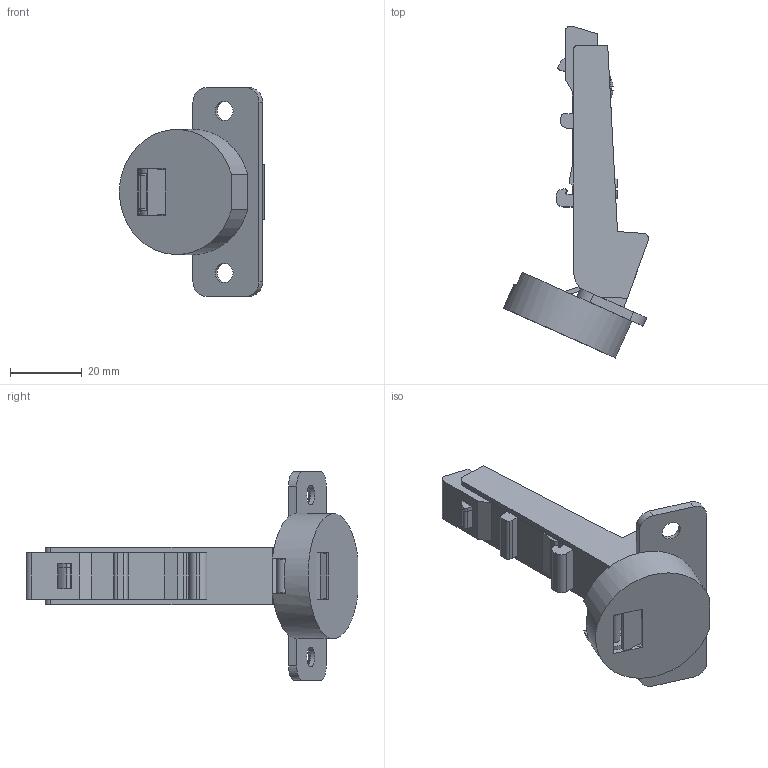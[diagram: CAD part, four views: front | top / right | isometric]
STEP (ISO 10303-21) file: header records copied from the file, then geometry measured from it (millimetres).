
FILE_DESCRIPTION((''),'2;1');
FILE_NAME('248-0V18-MVL','2022-11-25T09:44:24',('marino.prodan'),('Audax d.o.o.'),'CREO PARAMETRIC BY PTC INC, 2021304','CREO PARAMETRIC BY PTC INC, 2021304','');
FILE_SCHEMA(('AUTOMOTIVE_DESIGN { 1 0 10303 214 1 1 1 1 }'));
Length unit declared in the file: millimetre
Products named in the file (1): 248-0V18-MVL
Bounding box: 40.38 x 92.33 x 58 mm (x, y, z)
Volume: 24393.3 mm3; surface area: 12551.1 mm2
Topology: 1 solids, 1 shells, 227 faces, 674 edges, 452 vertices
Faces by surface type: plane 148, cylinder 57, cone 18, torus 2, sphere 2
Entity records: 10215 total; most frequent: CARTESIAN_POINT 1627, ORIENTED_EDGE 1340, DIRECTION 1268, PRESENTATION_STYLE_ASSIGNMENT 671, STYLED_ITEM 671, CURVE_STYLE 670, EDGE_CURVE 670, VERTEX_POINT 452
